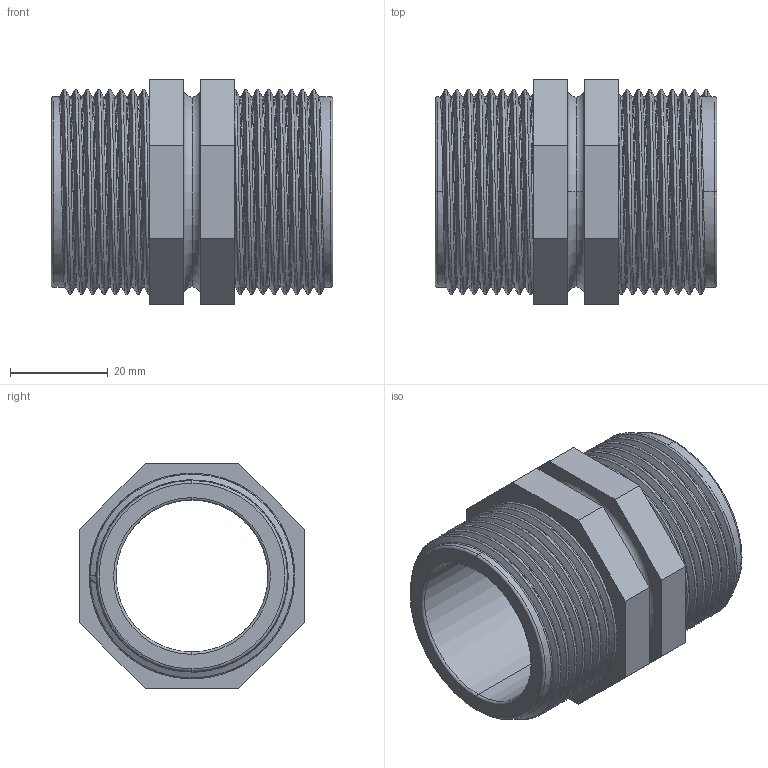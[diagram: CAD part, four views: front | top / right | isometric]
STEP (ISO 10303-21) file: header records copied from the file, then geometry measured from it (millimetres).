
FILE_DESCRIPTION (( 'STEP AP203' ), '1' );
FILE_NAME ('00210_0909.STEP', '2017-05-12T14:53:39', ( '' ), ( '' ), 'SwSTEP 2.0', 'SolidWorks 2011', '' );
FILE_SCHEMA (( 'CONFIG_CONTROL_DESIGN' ));
Length unit declared in the file: millimetre
Products named in the file (1): 00210_0909
Bounding box: 57.5 x 46 x 46 mm (x, y, z)
Volume: 36419.2 mm3; surface area: 19139 mm2
Topology: 1 solids, 1 shells, 91 faces, 244 edges, 154 vertices
Faces by surface type: cylinder 34, plane 22, torus 20, bspline 10, cone 5
Entity records: 10518 total; most frequent: CARTESIAN_POINT 8461, ORIENTED_EDGE 478, DIRECTION 353, EDGE_CURVE 239, VERTEX_POINT 154, AXIS2_PLACEMENT_3D 134, EDGE_LOOP 97, ADVANCED_FACE 91
